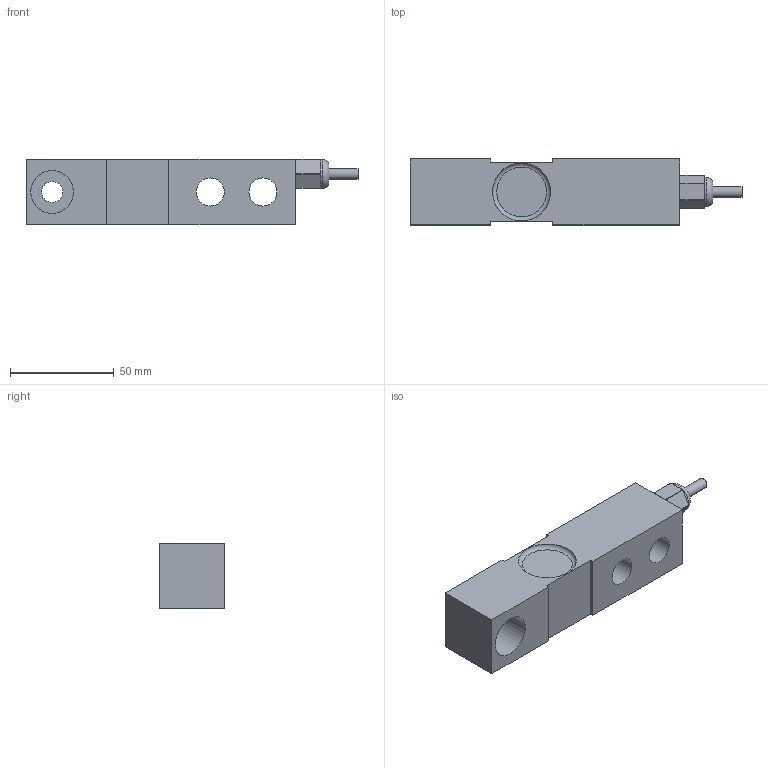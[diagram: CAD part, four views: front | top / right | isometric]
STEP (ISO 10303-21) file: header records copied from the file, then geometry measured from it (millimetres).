
FILE_DESCRIPTION(/* description */ (''),/* implementation_level */ '2;1');
FILE_NAME(/* name */ '563YH-(100-2000)kg v1.step',/* time_stamp */ '2020-01-21T14:57:11-08:00',/* author */ (''),/* organization */ (''),/* preprocessor_version */ 'ST-DEVELOPER v18',/* originating_system */ 'Autodesk Translation Framework v8.12.0.6',/* authorisation */ '');
FILE_SCHEMA (('AUTOMOTIVE_DESIGN { 1 0 10303 214 3 1 1 }'));
Length unit declared in the file: millimetre
Products named in the file (1): 563YH-(100-2000)kg
Bounding box: 160 x 31.8 x 31.8 mm (x, y, z)
Volume: 113265 mm3; surface area: 23207.6 mm2
Topology: 1 solids, 1 shells, 46 faces, 117 edges, 78 vertices
Faces by surface type: plane 31, cylinder 12, torus 3
Full cylindrical faces by diameter (mm): 5.1 x1, 10.2 x1, 13.5 x2, 14 x1, 20.6 x1
Entity records: 1459 total; most frequent: DIRECTION 256, CARTESIAN_POINT 242, ORIENTED_EDGE 234, EDGE_CURVE 117, AXIS2_PLACEMENT_3D 92, VERTEX_POINT 78, LINE 72, VECTOR 72
